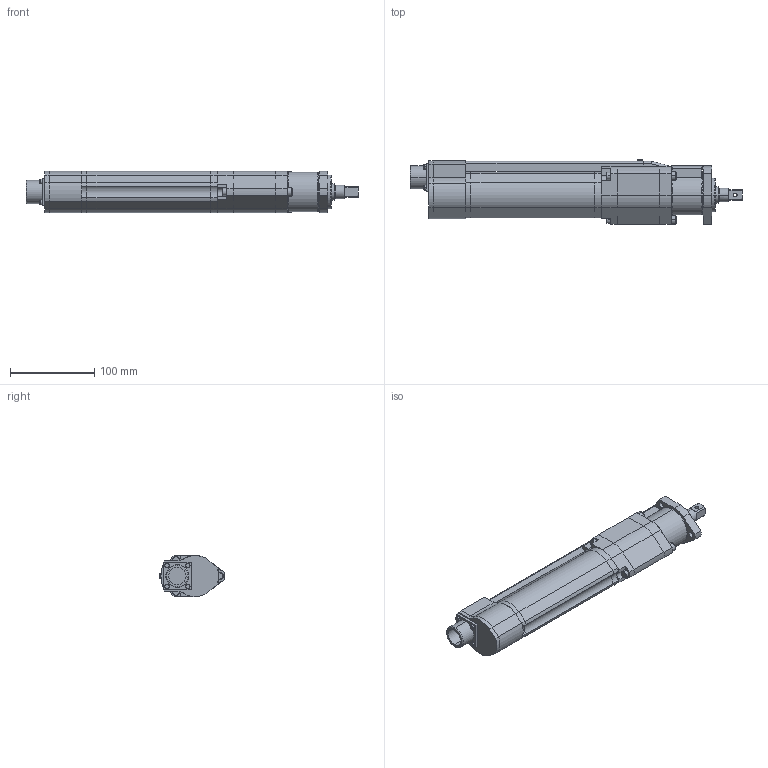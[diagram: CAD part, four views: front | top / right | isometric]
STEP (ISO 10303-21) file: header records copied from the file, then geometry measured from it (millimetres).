
FILE_DESCRIPTION (( 'STEP AP203' ), '1' );
FILE_NAME ('CFT-132RS3-S.STEP', '2013-01-29T13:06:40', ( '' ), ( '' ), 'SwSTEP 2.0', 'SolidWorks 2013', '' );
FILE_SCHEMA (( 'CONFIG_CONTROL_DESIGN' ));
Length unit declared in the file: millimetre
Products named in the file (1): CFT-132RS3-S
Bounding box: 394.4 x 77.18 x 49 mm (x, y, z)
Volume: 788608.5 mm3; surface area: 139365 mm2
Topology: 18 solids, 18 shells, 315 faces, 745 edges, 478 vertices
Faces by surface type: cylinder 134, plane 129, cone 28, torus 22, bspline 2
Entity records: 9300 total; most frequent: CARTESIAN_POINT 1711, DIRECTION 1683, ORIENTED_EDGE 1490, EDGE_CURVE 745, AXIS2_PLACEMENT_3D 646, VERTEX_POINT 478, VECTOR 391, LINE 391
